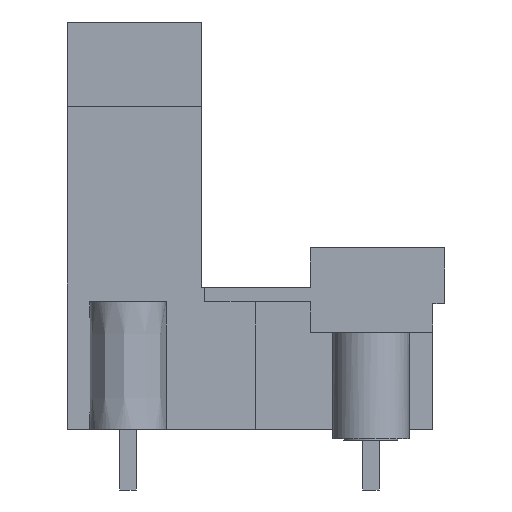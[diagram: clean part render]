
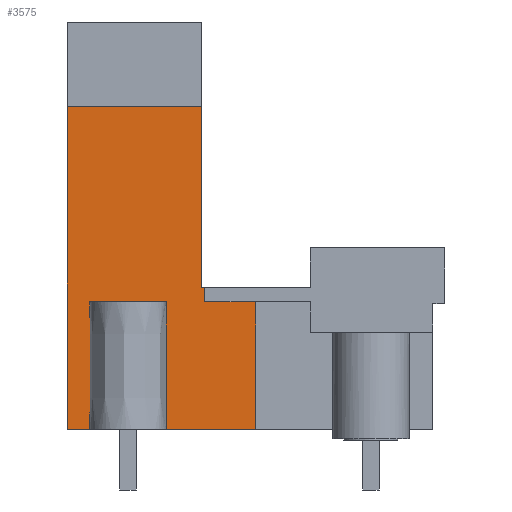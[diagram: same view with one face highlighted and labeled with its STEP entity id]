
A CAD part, left-side view. The second image highlights one B-rep face of the part: STEP entity #3575.
In plain terms, the highlighted planar face has unit normal (-1, 0, 0).
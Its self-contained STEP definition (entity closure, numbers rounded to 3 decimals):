
#3500=AXIS2_PLACEMENT_3D('Plane Axis2P3D',#3497,#3498,#3499) ;
#1962=CARTESIAN_POINT('Vertex',(3.84,23.67,3.8)) ;
#1965=CARTESIAN_POINT('Line Origine',(3.84,23.67,13.93)) ;
#1969=CARTESIAN_POINT('Vertex',(3.84,23.67,24.06)) ;
#2266=CARTESIAN_POINT('Vertex',(3.84,15.24,24.06)) ;
#2269=CARTESIAN_POINT('Line Origine',(3.84,15.24,18.38)) ;
#2273=CARTESIAN_POINT('Vertex',(3.84,15.24,12.7)) ;
#2803=CARTESIAN_POINT('Vertex',(3.84,11.84,3.8)) ;
#2806=CARTESIAN_POINT('Line Origine',(3.84,13.165,3.8)) ;
#2810=CARTESIAN_POINT('Vertex',(3.84,14.49,3.8)) ;
#2813=CARTESIAN_POINT('Line Origine',(3.84,16.171,3.8)) ;
#2817=CARTESIAN_POINT('Vertex',(3.84,17.853,3.8)) ;
#2861=CARTESIAN_POINT('Vertex',(3.84,21.887,3.8)) ;
#2864=CARTESIAN_POINT('Line Origine',(3.84,22.779,3.8)) ;
#3497=CARTESIAN_POINT('Axis2P3D Location',(3.84,23.67,3.2)) ;
#3502=CARTESIAN_POINT('Line Origine',(3.84,20.055,24.06)) ;
#3506=CARTESIAN_POINT('Vertex',(3.84,16.44,24.06)) ;
#3509=CARTESIAN_POINT('Line Origine',(3.84,21.887,7.8)) ;
#3513=CARTESIAN_POINT('Vertex',(3.84,21.887,11.8)) ;
#3516=CARTESIAN_POINT('Line Origine',(3.84,19.87,11.8)) ;
#3520=CARTESIAN_POINT('Vertex',(3.84,17.853,11.8)) ;
#3523=CARTESIAN_POINT('Line Origine',(3.84,17.853,7.8)) ;
#3528=CARTESIAN_POINT('Line Origine',(3.84,11.84,7.8)) ;
#3532=CARTESIAN_POINT('Vertex',(3.84,11.84,11.8)) ;
#3535=CARTESIAN_POINT('Line Origine',(3.84,13.44,11.8)) ;
#3539=CARTESIAN_POINT('Vertex',(3.84,15.04,11.8)) ;
#3542=CARTESIAN_POINT('Line Origine',(3.84,15.04,12.25)) ;
#3546=CARTESIAN_POINT('Vertex',(3.84,15.04,12.7)) ;
#3549=CARTESIAN_POINT('Line Origine',(3.84,15.14,12.7)) ;
#3554=CARTESIAN_POINT('Line Origine',(3.84,15.84,24.06)) ;
#1966=DIRECTION('Vector Direction',(0.,0.,1.)) ;
#2270=DIRECTION('Vector Direction',(0.,0.,1.)) ;
#2807=DIRECTION('Vector Direction',(0.,-1.,0.)) ;
#2814=DIRECTION('Vector Direction',(0.,1.,0.)) ;
#2865=DIRECTION('Vector Direction',(0.,1.,0.)) ;
#3498=DIRECTION('Axis2P3D Direction',(-1.,0.,0.)) ;
#3499=DIRECTION('Axis2P3D XDirection',(0.,-1.,0.)) ;
#3503=DIRECTION('Vector Direction',(0.,1.,0.)) ;
#3510=DIRECTION('Vector Direction',(0.,0.,1.)) ;
#3517=DIRECTION('Vector Direction',(0.,1.,0.)) ;
#3524=DIRECTION('Vector Direction',(0.,0.,1.)) ;
#3529=DIRECTION('Vector Direction',(0.,0.,1.)) ;
#3536=DIRECTION('Vector Direction',(0.,1.,0.)) ;
#3543=DIRECTION('Vector Direction',(0.,0.,-1.)) ;
#3550=DIRECTION('Vector Direction',(0.,-1.,0.)) ;
#3555=DIRECTION('Vector Direction',(0.,-1.,0.)) ;
#1967=VECTOR('Line Direction',#1966,1.) ;
#2271=VECTOR('Line Direction',#2270,1.) ;
#2808=VECTOR('Line Direction',#2807,1.) ;
#2815=VECTOR('Line Direction',#2814,1.) ;
#2866=VECTOR('Line Direction',#2865,1.) ;
#3504=VECTOR('Line Direction',#3503,1.) ;
#3511=VECTOR('Line Direction',#3510,1.) ;
#3518=VECTOR('Line Direction',#3517,1.) ;
#3525=VECTOR('Line Direction',#3524,1.) ;
#3530=VECTOR('Line Direction',#3529,1.) ;
#3537=VECTOR('Line Direction',#3536,1.) ;
#3544=VECTOR('Line Direction',#3543,1.) ;
#3551=VECTOR('Line Direction',#3550,1.) ;
#3556=VECTOR('Line Direction',#3555,1.) ;
#3560=ORIENTED_EDGE('',*,*,#3508,.T.) ;
#3561=ORIENTED_EDGE('',*,*,#1971,.T.) ;
#3562=ORIENTED_EDGE('',*,*,#2868,.F.) ;
#3563=ORIENTED_EDGE('',*,*,#3515,.T.) ;
#3564=ORIENTED_EDGE('',*,*,#3522,.F.) ;
#3565=ORIENTED_EDGE('',*,*,#3527,.F.) ;
#3566=ORIENTED_EDGE('',*,*,#2819,.F.) ;
#3567=ORIENTED_EDGE('',*,*,#2812,.T.) ;
#3568=ORIENTED_EDGE('',*,*,#3534,.T.) ;
#3569=ORIENTED_EDGE('',*,*,#3541,.T.) ;
#3570=ORIENTED_EDGE('',*,*,#3548,.F.) ;
#3571=ORIENTED_EDGE('',*,*,#3553,.F.) ;
#3572=ORIENTED_EDGE('',*,*,#2275,.T.) ;
#3573=ORIENTED_EDGE('',*,*,#3558,.T.) ;
#3575=ADVANCED_FACE('HOUSING',(#3574),#3501,.T.) ;
#1971=EDGE_CURVE('',#1970,#1963,#1968,.F.) ;
#2275=EDGE_CURVE('',#2274,#2267,#2272,.T.) ;
#2812=EDGE_CURVE('',#2811,#2804,#2809,.T.) ;
#2819=EDGE_CURVE('',#2811,#2818,#2816,.T.) ;
#2868=EDGE_CURVE('',#2862,#1963,#2867,.T.) ;
#3508=EDGE_CURVE('',#3507,#1970,#3505,.T.) ;
#3515=EDGE_CURVE('',#2862,#3514,#3512,.T.) ;
#3522=EDGE_CURVE('',#3521,#3514,#3519,.T.) ;
#3527=EDGE_CURVE('',#2818,#3521,#3526,.T.) ;
#3534=EDGE_CURVE('',#2804,#3533,#3531,.T.) ;
#3541=EDGE_CURVE('',#3533,#3540,#3538,.T.) ;
#3548=EDGE_CURVE('',#3547,#3540,#3545,.T.) ;
#3553=EDGE_CURVE('',#2274,#3547,#3552,.T.) ;
#3558=EDGE_CURVE('',#2267,#3507,#3557,.F.) ;
#3559=EDGE_LOOP('',(#3560,#3561,#3562,#3563,#3564,#3565,#3566,#3567,#3568,#3569,#3570,#3571,#3572,#3573)) ;
#3574=FACE_OUTER_BOUND('',#3559,.T.) ;
#1968=LINE('Line',#1965,#1967) ;
#2272=LINE('Line',#2269,#2271) ;
#2809=LINE('Line',#2806,#2808) ;
#2816=LINE('Line',#2813,#2815) ;
#2867=LINE('Line',#2864,#2866) ;
#3505=LINE('Line',#3502,#3504) ;
#3512=LINE('Line',#3509,#3511) ;
#3519=LINE('Line',#3516,#3518) ;
#3526=LINE('Line',#3523,#3525) ;
#3531=LINE('Line',#3528,#3530) ;
#3538=LINE('Line',#3535,#3537) ;
#3545=LINE('Line',#3542,#3544) ;
#3552=LINE('Line',#3549,#3551) ;
#3557=LINE('Line',#3554,#3556) ;
#3501=PLANE('',#3500) ;
#1963=VERTEX_POINT('',#1962) ;
#1970=VERTEX_POINT('',#1969) ;
#2267=VERTEX_POINT('',#2266) ;
#2274=VERTEX_POINT('',#2273) ;
#2804=VERTEX_POINT('',#2803) ;
#2811=VERTEX_POINT('',#2810) ;
#2818=VERTEX_POINT('',#2817) ;
#2862=VERTEX_POINT('',#2861) ;
#3507=VERTEX_POINT('',#3506) ;
#3514=VERTEX_POINT('',#3513) ;
#3521=VERTEX_POINT('',#3520) ;
#3533=VERTEX_POINT('',#3532) ;
#3540=VERTEX_POINT('',#3539) ;
#3547=VERTEX_POINT('',#3546) ;
